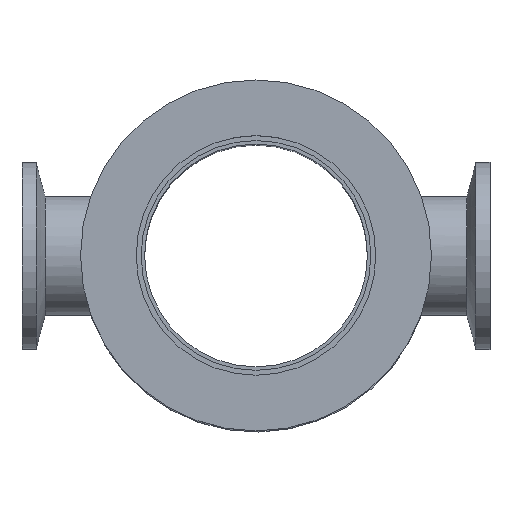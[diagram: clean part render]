
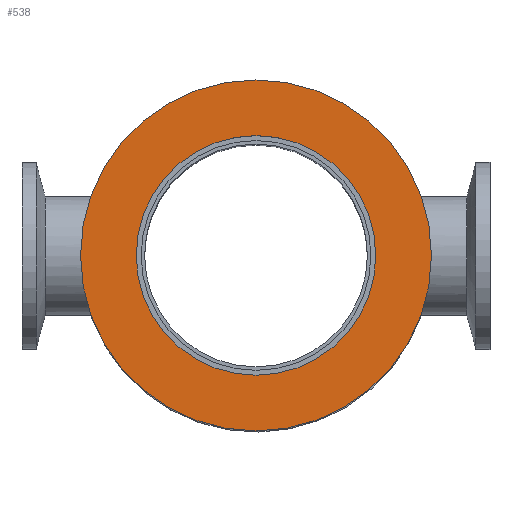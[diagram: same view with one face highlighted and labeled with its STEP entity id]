
A CAD part, top view. The second image highlights one B-rep face of the part: STEP entity #538.
In plain terms, the highlighted face is planar.
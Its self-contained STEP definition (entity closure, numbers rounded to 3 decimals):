
#59=PLANE('',#660);
#71=FACE_BOUND('',#158,.T.);
#84=CIRCLE('',#661,37.5);
#85=CIRCLE('',#662,37.5);
#86=CIRCLE('',#663,25.6);
#87=CIRCLE('',#664,25.6);
#126=FACE_OUTER_BOUND('',#157,.T.);
#157=EDGE_LOOP('',(#411,#412));
#158=EDGE_LOOP('',(#413,#414));
#254=VERTEX_POINT('',#1152);
#255=VERTEX_POINT('',#1153);
#256=VERTEX_POINT('',#1156);
#257=VERTEX_POINT('',#1157);
#316=EDGE_CURVE('',#254,#255,#84,.T.);
#317=EDGE_CURVE('',#255,#254,#85,.T.);
#318=EDGE_CURVE('',#256,#257,#86,.T.);
#319=EDGE_CURVE('',#257,#256,#87,.T.);
#411=ORIENTED_EDGE('',*,*,#316,.F.);
#412=ORIENTED_EDGE('',*,*,#317,.F.);
#413=ORIENTED_EDGE('',*,*,#318,.T.);
#414=ORIENTED_EDGE('',*,*,#319,.T.);
#538=ADVANCED_FACE('',(#126,#71),#59,.T.);
#660=AXIS2_PLACEMENT_3D('',#1151,#758,#759);
#661=AXIS2_PLACEMENT_3D('',#1154,#760,#761);
#662=AXIS2_PLACEMENT_3D('',#1155,#762,#763);
#663=AXIS2_PLACEMENT_3D('',#1158,#764,#765);
#664=AXIS2_PLACEMENT_3D('',#1159,#766,#767);
#758=DIRECTION('center_axis',(0.,-1.,0.));
#759=DIRECTION('ref_axis',(0.,0.,-1.));
#760=DIRECTION('center_axis',(0.,1.,0.));
#761=DIRECTION('ref_axis',(1.,0.,0.));
#762=DIRECTION('center_axis',(0.,1.,0.));
#763=DIRECTION('ref_axis',(1.,0.,0.));
#764=DIRECTION('center_axis',(0.,1.,0.));
#765=DIRECTION('ref_axis',(1.,0.,0.));
#766=DIRECTION('center_axis',(0.,1.,0.));
#767=DIRECTION('ref_axis',(1.,0.,0.));
#1151=CARTESIAN_POINT('Origin',(-37.5,0.,0.));
#1152=CARTESIAN_POINT('',(-37.5,0.,0.));
#1153=CARTESIAN_POINT('',(37.5,0.,0.));
#1154=CARTESIAN_POINT('Origin',(0.,0.,0.));
#1155=CARTESIAN_POINT('Origin',(0.,0.,0.));
#1156=CARTESIAN_POINT('',(-25.6,0.,0.));
#1157=CARTESIAN_POINT('',(25.6,0.,0.));
#1158=CARTESIAN_POINT('Origin',(0.,0.,0.));
#1159=CARTESIAN_POINT('Origin',(0.,0.,0.));
